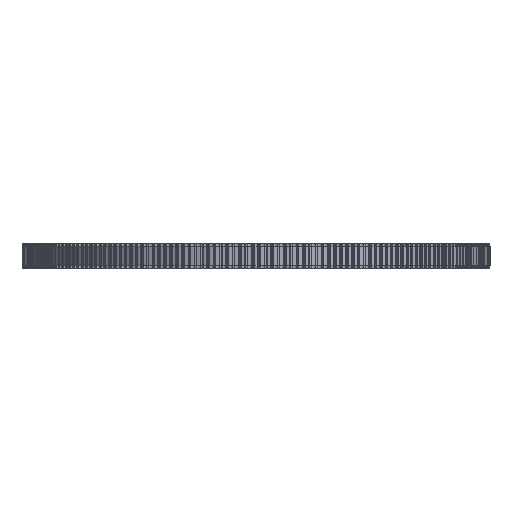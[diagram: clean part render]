
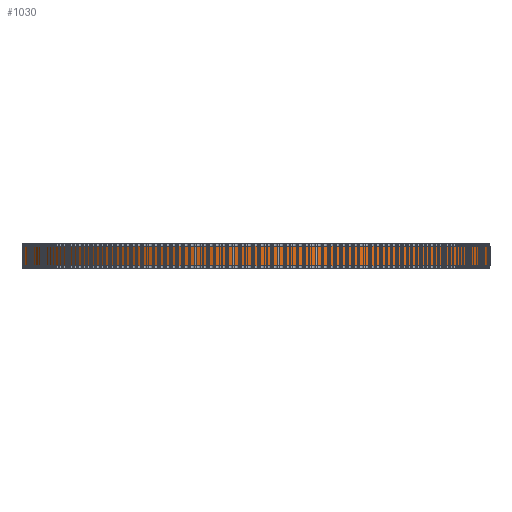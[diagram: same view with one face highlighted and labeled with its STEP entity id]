
A CAD part, front view. The second image highlights one B-rep face of the part: STEP entity #1030.
In plain terms, the highlighted cylindrical face has radius 72.256 mm (diameter 144.513 mm), a full revolution.
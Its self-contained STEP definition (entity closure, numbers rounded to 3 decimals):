
#97=FACE_BOUND('',#3760,.T.);
#98=FACE_BOUND('',#3761,.T.);
#1030=ADVANCED_FACE('',(#97,#98),#1939,.T.);
#1939=CYLINDRICAL_SURFACE('',#20119,72.256);
#3760=EDGE_LOOP('',(#11026));
#3761=EDGE_LOOP('',(#11027));
#11026=ORIENTED_EDGE('',*,*,#15570,.T.);
#11027=ORIENTED_EDGE('',*,*,#15571,.T.);
#12844=VERTEX_POINT('',#31940);
#12845=VERTEX_POINT('',#31942);
#15570=EDGE_CURVE('',#12844,#12844,#17388,.T.);
#15571=EDGE_CURVE('',#12845,#12845,#17389,.T.);
#17388=CIRCLE('',#20117,72.256);
#17389=CIRCLE('',#20118,72.256);
#20117=AXIS2_PLACEMENT_3D('',#31939,#26482,#26483);
#20118=AXIS2_PLACEMENT_3D('',#31941,#26484,#26485);
#20119=AXIS2_PLACEMENT_3D('',#31943,#26486,#26487);
#26482=DIRECTION('',(0.,0.,1.));
#26483=DIRECTION('',(1.,0.,0.));
#26484=DIRECTION('',(0.,0.,-1.));
#26485=DIRECTION('',(1.,0.,0.));
#26486=DIRECTION('',(0.,0.,1.));
#26487=DIRECTION('',(1.,0.,0.));
#31939=CARTESIAN_POINT('',(0.,0.,1.));
#31940=CARTESIAN_POINT('',(72.256,0.,1.));
#31941=CARTESIAN_POINT('',(0.,0.,7.));
#31942=CARTESIAN_POINT('',(72.256,0.,7.));
#31943=CARTESIAN_POINT('',(0.,0.,1.));
